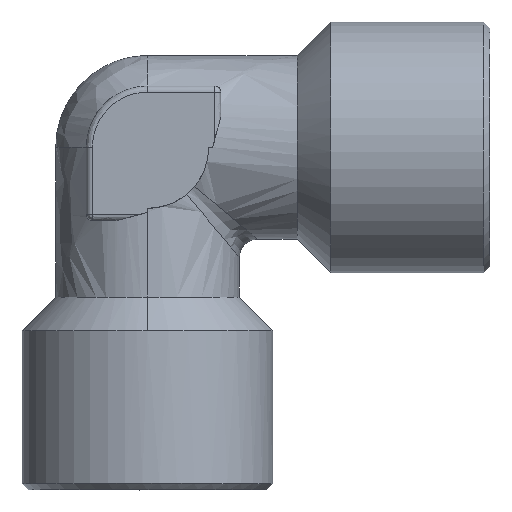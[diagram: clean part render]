
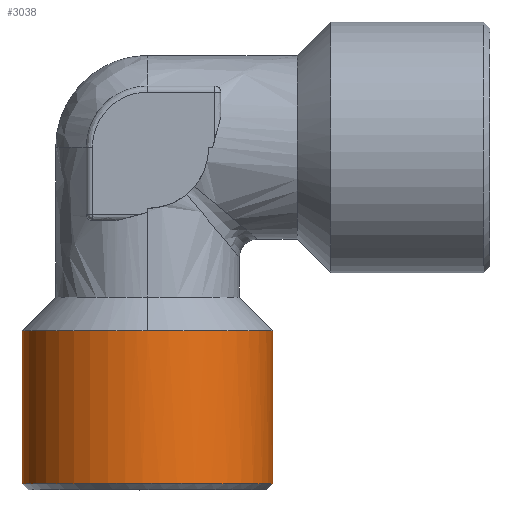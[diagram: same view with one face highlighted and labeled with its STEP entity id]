
A CAD part, top view. The second image highlights one B-rep face of the part: STEP entity #3038.
In plain terms, the highlighted free-form (B-spline) face has degree [1, 3] with [2, 7] control points.
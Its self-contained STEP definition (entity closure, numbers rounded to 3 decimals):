
#13 =( BOUNDED_CURVE ( )  B_SPLINE_CURVE ( 3, ( #3127, #3414, #602, #861 ),
 .UNSPECIFIED., .F., .F. ) 
 B_SPLINE_CURVE_WITH_KNOTS ( ( 4, 4 ),
 ( -1.571, 0. ),
 .UNSPECIFIED. ) 
 CURVE ( )  GEOMETRIC_REPRESENTATION_ITEM ( )  RATIONAL_B_SPLINE_CURVE ( ( 1., 0.805, 0.805, 1. ) ) 
 REPRESENTATION_ITEM ( '' )  );
#59 = CARTESIAN_POINT ( 'NONE',  ( -10.25, 14.5, 0. ) ) ;
#109 = CARTESIAN_POINT ( 'NONE',  ( -10.25, 2., 0. ) ) ;
#257 = VERTEX_POINT ( 'NONE', #3119 ) ;
#289 = EDGE_CURVE ( 'NONE', #2695, #257, #2796, .T. ) ;
#365 = CARTESIAN_POINT ( 'NONE',  ( -6.004, 14.5, 10.25 ) ) ;
#369 = CARTESIAN_POINT ( 'NONE',  ( -10.25, 14.5, 0. ) ) ;
#495 = B_SPLINE_CURVE_WITH_KNOTS ( 'NONE', 1,
 ( #369, #3157 ),
 .UNSPECIFIED., .F., .F.,
 ( 2, 2 ),
 ( -1., 0. ),
 .UNSPECIFIED. ) ;
#581 = EDGE_LOOP ( 'NONE', ( #935, #3507, #1761, #1868, #656 ) ) ;
#602 = CARTESIAN_POINT ( 'NONE',  ( 10.25, 14.5, 6.004 ) ) ;
#621 = CARTESIAN_POINT ( 'NONE',  ( -10.25, 14.5, 6.004 ) ) ;
#656 = ORIENTED_EDGE ( 'NONE', *, *, #289, .F. ) ;
#683 = CARTESIAN_POINT ( 'NONE',  ( -10.25, 14.5, 0. ) ) ;
#758 = EDGE_CURVE ( 'NONE', #257, #762, #13, .T. ) ;
#762 = VERTEX_POINT ( 'NONE', #873 ) ;
#784 = CARTESIAN_POINT ( 'NONE',  ( 10.25, 2., 0. ) ) ;
#861 = CARTESIAN_POINT ( 'NONE',  ( 10.25, 14.5, 0. ) ) ;
#873 = CARTESIAN_POINT ( 'NONE',  ( 10.25, 14.5, 0. ) ) ;
#935 = ORIENTED_EDGE ( 'NONE', *, *, #2601, .T. ) ;
#1028 = FACE_OUTER_BOUND ( 'NONE', #581, .T. ) ;
#1185 = CARTESIAN_POINT ( 'NONE',  ( 10.25, 14.5, 6.004 ) ) ;
#1241 = VERTEX_POINT ( 'NONE', #3359 ) ;
#1355 = CARTESIAN_POINT ( 'NONE',  ( 0., 2., 10.25 ) ) ;
#1378 = CARTESIAN_POINT ( 'NONE',  ( -6.004, 2., 10.25 ) ) ;
#1462 = CARTESIAN_POINT ( 'NONE',  ( 6.004, 2., 10.25 ) ) ;
#1750 = CARTESIAN_POINT ( 'NONE',  ( -10.25, 2., 6.004 ) ) ;
#1761 = ORIENTED_EDGE ( 'NONE', *, *, #2257, .T. ) ;
#1828 = CARTESIAN_POINT ( 'NONE',  ( 10.25, 2., 0. ) ) ;
#1868 = ORIENTED_EDGE ( 'NONE', *, *, #758, .F. ) ;
#1876 = EDGE_CURVE ( 'NONE', #1241, #2198, #3325, .T. ) ;
#1911 = CARTESIAN_POINT ( 'NONE',  ( 10.25, 2., 6.004 ) ) ;
#1926 = CARTESIAN_POINT ( 'NONE',  ( -10.25, 2., 0. ) ) ;
#1973 = CARTESIAN_POINT ( 'NONE',  ( 0., 2., 10.25 ) ) ;
#2012 = CARTESIAN_POINT ( 'NONE',  ( 0., 14.5, 10.25 ) ) ;
#2136 = CARTESIAN_POINT ( 'NONE',  ( 0., 14.5, 10.25 ) ) ;
#2198 = VERTEX_POINT ( 'NONE', #1828 ) ;
#2211 = CARTESIAN_POINT ( 'NONE',  ( -10.25, 2., 6.004 ) ) ;
#2257 = EDGE_CURVE ( 'NONE', #2198, #762, #3520, .T. ) ;
#2286 = CARTESIAN_POINT ( 'NONE',  ( 10.25, 14.5, 0. ) ) ;
#2417 = CARTESIAN_POINT ( 'NONE',  ( -6.004, 14.5, 10.25 ) ) ;
#2601 = EDGE_CURVE ( 'NONE', #2695, #1241, #495, .T. ) ;
#2695 = VERTEX_POINT ( 'NONE', #683 ) ;
#2768 = CARTESIAN_POINT ( 'NONE',  ( 6.004, 2., 10.25 ) ) ;
#2796 =( BOUNDED_CURVE ( )  B_SPLINE_CURVE ( 3, ( #3529, #3249, #2417, #2136 ),
 .UNSPECIFIED., .F., .F. ) 
 B_SPLINE_CURVE_WITH_KNOTS ( ( 4, 4 ),
 ( -1.571, 0. ),
 .UNSPECIFIED. ) 
 CURVE ( )  GEOMETRIC_REPRESENTATION_ITEM ( )  RATIONAL_B_SPLINE_CURVE ( ( 1., 0.805, 0.805, 1. ) ) 
 REPRESENTATION_ITEM ( '' )  );
#2802 = CARTESIAN_POINT ( 'NONE',  ( 10.25, 2., 0. ) ) ;
#3038 = ADVANCED_FACE ( 'NONE', ( #1028 ), #3444, .F. ) ;
#3119 = CARTESIAN_POINT ( 'NONE',  ( 0., 14.5, 10.25 ) ) ;
#3127 = CARTESIAN_POINT ( 'NONE',  ( 0., 14.5, 10.25 ) ) ;
#3131 = CARTESIAN_POINT ( 'NONE',  ( 10.25, 2., 6.004 ) ) ;
#3157 = CARTESIAN_POINT ( 'NONE',  ( -10.25, 2., 0. ) ) ;
#3249 = CARTESIAN_POINT ( 'NONE',  ( -10.25, 14.5, 6.004 ) ) ;
#3325 =( BOUNDED_CURVE ( )  B_SPLINE_CURVE ( 3, ( #1926, #2211, #1378, #1355, #2768, #1911, #784 ),
 .UNSPECIFIED., .F., .F. ) 
 B_SPLINE_CURVE_WITH_KNOTS ( ( 4, 3, 4 ),
 ( -3.142, -1.571, 0. ),
 .UNSPECIFIED. ) 
 CURVE ( )  GEOMETRIC_REPRESENTATION_ITEM ( )  RATIONAL_B_SPLINE_CURVE ( ( 1., 0.805, 0.805, 1., 0.805, 0.805, 1. ) ) 
 REPRESENTATION_ITEM ( '' )  );
#3341 = CARTESIAN_POINT ( 'NONE',  ( 10.25, 14.5, 0. ) ) ;
#3355 = CARTESIAN_POINT ( 'NONE',  ( 10.25, 2., 0. ) ) ;
#3359 = CARTESIAN_POINT ( 'NONE',  ( -10.25, 2., 0. ) ) ;
#3402 = CARTESIAN_POINT ( 'NONE',  ( 6.004, 14.5, 10.25 ) ) ;
#3414 = CARTESIAN_POINT ( 'NONE',  ( 6.004, 14.5, 10.25 ) ) ;
#3417 = CARTESIAN_POINT ( 'NONE',  ( -6.004, 2., 10.25 ) ) ;
#3444 =( BOUNDED_SURFACE ( )  B_SPLINE_SURFACE ( 1, 3, ( 
 ( #2286, #1185, #3402, #2012, #365, #621, #59 ),
 ( #2802, #3131, #1462, #1973, #3417, #1750, #109 ) ),
 .UNSPECIFIED., .F., .F., .F. ) 
 B_SPLINE_SURFACE_WITH_KNOTS ( ( 2, 2 ),
 ( 4, 3, 4 ),
 ( 0., 1. ),
 ( 0., 0.5, 1. ),
 .UNSPECIFIED. ) 
 GEOMETRIC_REPRESENTATION_ITEM ( )  RATIONAL_B_SPLINE_SURFACE ( (
 ( 1., 0.805, 0.805, 1., 0.805, 0.805, 1.),
 ( 1., 0.805, 0.805, 1., 0.805, 0.805, 1.) ) ) 
 REPRESENTATION_ITEM ( '' )  SURFACE ( )  );
#3507 = ORIENTED_EDGE ( 'NONE', *, *, #1876, .T. ) ;
#3520 = B_SPLINE_CURVE_WITH_KNOTS ( 'NONE', 1,
 ( #3355, #3341 ),
 .UNSPECIFIED., .F., .F.,
 ( 2, 2 ),
 ( -1., 0. ),
 .UNSPECIFIED. ) ;
#3529 = CARTESIAN_POINT ( 'NONE',  ( -10.25, 14.5, 0. ) ) ;
